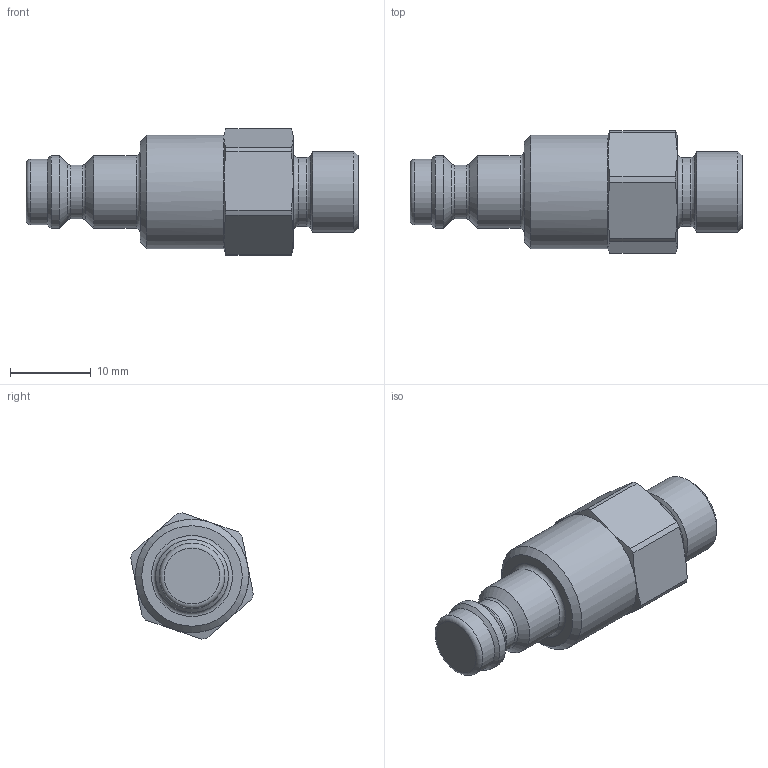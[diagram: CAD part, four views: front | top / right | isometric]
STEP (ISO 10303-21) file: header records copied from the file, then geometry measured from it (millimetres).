
FILE_DESCRIPTION((''),'2;1');
FILE_NAME('21sbad10mpn.stp','2013-07-22T11:41:42',('AS035480'),(''),'Autodesk Inventor 2013','Autodesk Inventor 2013','');
FILE_SCHEMA(('AUTOMOTIVE_DESIGN { 1 0 10303 214 1 1 1 1 }'));
Length unit declared in the file: millimetre
Products named in the file (1): D107383
Bounding box: 41 x 15.15 x 15.62 mm (x, y, z)
Volume: 4370.4 mm3; surface area: 1999.9 mm2
Topology: 1 solids, 3 shells, 57 faces, 128 edges, 76 vertices
Faces by surface type: cone 22, cylinder 17, plane 11, torus 7
Full cylindrical faces by diameter (mm): 6.65 x1, 8.1 x1, 8.5 x1, 9 x2, 10 x1, 11.411 x2, 11.5 x2, 14 x1
Entity records: 1384 total; most frequent: CARTESIAN_POINT 264, DIRECTION 238, ORIENTED_EDGE 182, AXIS2_PLACEMENT_3D 113, EDGE_CURVE 91, EDGE_LOOP 88, VERTEX_POINT 67, FACE_OUTER_BOUND 57
